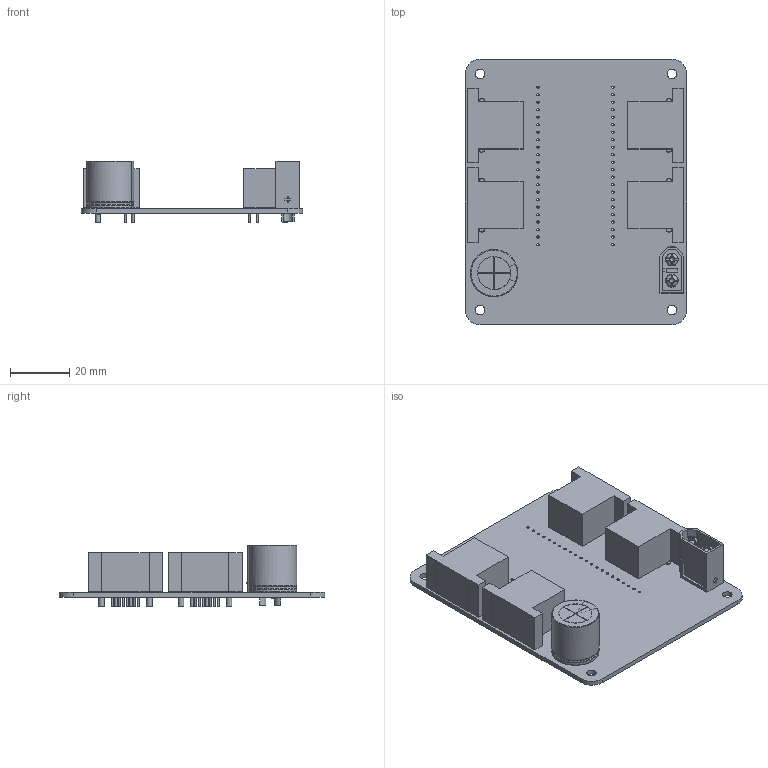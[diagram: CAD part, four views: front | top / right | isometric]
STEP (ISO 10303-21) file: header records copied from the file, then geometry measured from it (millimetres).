
FILE_DESCRIPTION(('KiCad electronic assembly'),'2;1');
FILE_NAME('Esp32 Stepper Driver.step','2025-02-05T10:24:28',('Pcbnew'),( 'Kicad'),'Open CASCADE STEP processor 7.8','KiCad to STEP converter' ,'Unknown');
FILE_SCHEMA(('AUTOMOTIVE_DESIGN { 1 0 10303 214 1 1 1 1 }'));
Length unit declared in the file: millimetre
Products named in the file (8): Esp32 Stepper Driver 1; CP_Radial_D16.0mm_P7.50mm; CP_Radial_D160mm_P750mm; AMASS_XT60-M_1x02_P7.2mm_Vertical; XT60 male v9; RJ45-8N3-S; ASSEMBLY; Esp32 Stepper Driver_PCB
Assembly tree (10 placements, depth 3):
  Esp32 Stepper Driver 1
    CP_Radial_D16.0mm_P7.50mm
      CP_Radial_D160mm_P750mm
    AMASS_XT60-M_1x02_P7.2mm_Vertical
      XT60 male v9
    RJ45-8N3-S  x4
      ASSEMBLY
    Esp32 Stepper Driver_PCB
Bounding box: 75 x 90 x 21 mm (x, y, z)
Volume: 35922.8 mm3; surface area: 36781.7 mm2
Topology: 585 solids, 586 shells, 2065 faces, 2650 edges, 1767 vertices
Faces by surface type: plane 1316, cylinder 721, bspline 16, revolution 6, cone 4, torus 2
Full cylindrical faces by diameter (mm): 0.76 x384, 0.8 x44, 0.9 x2, 0.96 x32, 1.2 x2, 1.81 x96, 2.01 x8, 3 x2, 3.13 x96, 3.2 x4, 3.33 x8, 4.3 x4, 4.5 x2, 6 x2
Entity records: 19374 total; most frequent: CARTESIAN_POINT 4061, DIRECTION 3280, ORIENTED_EDGE 2520, AXIS2_PLACEMENT_3D 1353, EDGE_CURVE 1260, FACE_BOUND 951, EDGE_LOOP 951, VERTEX_POINT 843
